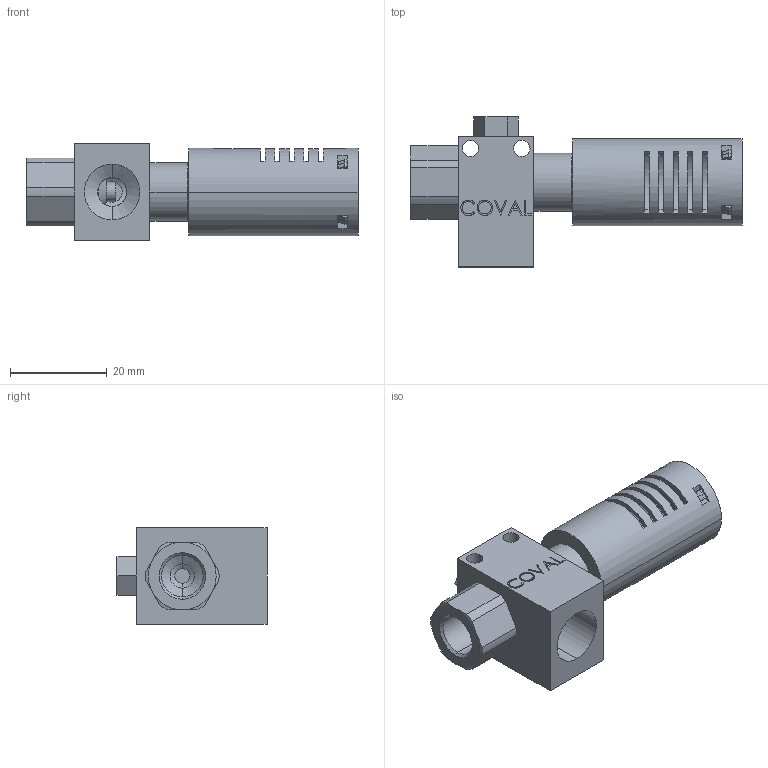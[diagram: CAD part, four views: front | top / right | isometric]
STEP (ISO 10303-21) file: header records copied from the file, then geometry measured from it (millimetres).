
FILE_DESCRIPTION(('STEP AP214'),'1');
FILE_NAME('COVAL_GVR12S.stp','2017-12-27T16:06:19',('TraceParts'),('TraceParts S.A.'),'Spatial InterOp 3D',' ',' ');
FILE_SCHEMA(('automotive_design'));
Length unit declared in the file: millimetre
Products named in the file (1): COVAL_GVR12S
Bounding box: 68.6 x 31 x 20 mm (x, y, z)
Volume: 10967.1 mm3; surface area: 11385.7 mm2
Topology: 6 solids, 6 shells, 235 faces, 573 edges, 368 vertices
Faces by surface type: plane 118, cylinder 62, cone 38, bspline 17
Entity records: 10905 total; most frequent: CARTESIAN_POINT 3346, DIRECTION 1155, ORIENTED_EDGE 1146, EDGE_CURVE 573, AXIS2_PLACEMENT_3D 413, VERTEX_POINT 368, LINE 329, VECTOR 329
